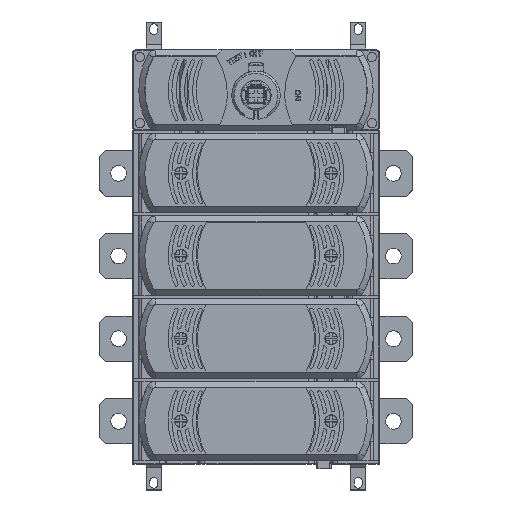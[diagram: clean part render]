
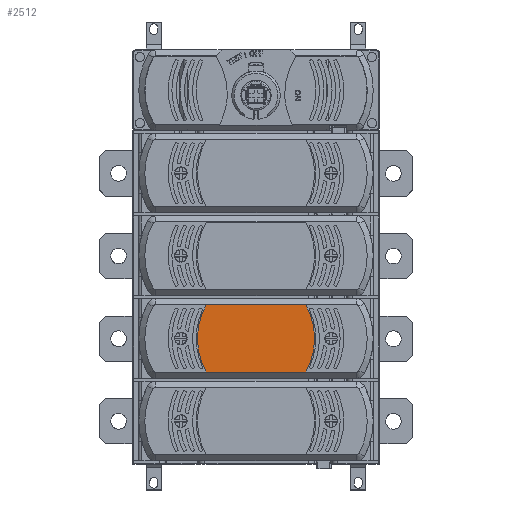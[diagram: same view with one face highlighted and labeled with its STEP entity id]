
A CAD part, top view. The second image highlights one B-rep face of the part: STEP entity #2512.
In plain terms, the highlighted planar face has unit normal (0, 0, 1).
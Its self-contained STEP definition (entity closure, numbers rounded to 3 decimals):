
#2512=ADVANCED_FACE('',(#8266),#6186,.T.);
#6186=PLANE('',#70868);
#8266=FACE_OUTER_BOUND('',#11808,.T.);
#11808=EDGE_LOOP('',(#16697,#16698,#16699,#16700));
#16697=ORIENTED_EDGE('',*,*,#46557,.F.);
#16698=ORIENTED_EDGE('',*,*,#46558,.F.);
#16699=ORIENTED_EDGE('',*,*,#46559,.F.);
#16700=ORIENTED_EDGE('',*,*,#46560,.F.);
#37809=VERTEX_POINT('',#85624);
#37810=VERTEX_POINT('',#85625);
#37811=VERTEX_POINT('',#85630);
#37812=VERTEX_POINT('',#85637);
#46557=EDGE_CURVE('',#37809,#37810,#59025,.T.);
#46558=EDGE_CURVE('',#37811,#37809,#59026,.T.);
#46559=EDGE_CURVE('',#37812,#37811,#59027,.T.);
#46560=EDGE_CURVE('',#37810,#37812,#59028,.T.);
#59025=B_SPLINE_CURVE_WITH_KNOTS('',3,(#85618,#85619,#85620,#85621,#85622,
#85623),.UNSPECIFIED.,.F.,.F.,(4,2,4),(0.,0.5,1.),.UNSPECIFIED.);
#59026=B_SPLINE_CURVE_WITH_KNOTS('',3,(#85626,#85627,#85628,#85629),
 .UNSPECIFIED.,.F.,.F.,(4,4),(0.,1.),.UNSPECIFIED.);
#59027=B_SPLINE_CURVE_WITH_KNOTS('',3,(#85631,#85632,#85633,#85634,#85635,
#85636),.UNSPECIFIED.,.F.,.F.,(4,2,4),(0.,0.5,1.),.UNSPECIFIED.);
#59028=B_SPLINE_CURVE_WITH_KNOTS('',3,(#85638,#85639,#85640,#85641),
 .UNSPECIFIED.,.F.,.F.,(4,4),(0.,1.),.UNSPECIFIED.);
#70868=AXIS2_PLACEMENT_3D('',#85642,#74600,#74601);
#74600=DIRECTION('',(0.,0.,1.));
#74601=DIRECTION('',(0.,1.,0.));
#85618=CARTESIAN_POINT('',(106.031,-169.604,155.));
#85619=CARTESIAN_POINT('',(109.942,-176.419,155.));
#85620=CARTESIAN_POINT('',(112.,-184.142,155.));
#85621=CARTESIAN_POINT('',(112.,-199.858,155.));
#85622=CARTESIAN_POINT('',(109.942,-207.58,155.));
#85623=CARTESIAN_POINT('',(106.031,-214.396,155.));
#85624=CARTESIAN_POINT('',(106.031,-169.604,155.));
#85625=CARTESIAN_POINT('',(106.031,-214.396,155.));
#85626=CARTESIAN_POINT('',(39.969,-169.604,155.));
#85627=CARTESIAN_POINT('',(61.99,-169.604,155.));
#85628=CARTESIAN_POINT('',(84.01,-169.604,155.));
#85629=CARTESIAN_POINT('',(106.031,-169.604,155.));
#85630=CARTESIAN_POINT('',(39.969,-169.604,155.));
#85631=CARTESIAN_POINT('',(39.969,-214.396,155.));
#85632=CARTESIAN_POINT('',(36.058,-207.581,155.));
#85633=CARTESIAN_POINT('',(34.,-199.858,155.));
#85634=CARTESIAN_POINT('',(34.,-184.142,155.));
#85635=CARTESIAN_POINT('',(36.058,-176.42,155.));
#85636=CARTESIAN_POINT('',(39.969,-169.604,155.));
#85637=CARTESIAN_POINT('',(39.969,-214.396,155.));
#85638=CARTESIAN_POINT('',(106.031,-214.396,155.));
#85639=CARTESIAN_POINT('',(84.01,-214.396,155.));
#85640=CARTESIAN_POINT('',(61.99,-214.396,155.));
#85641=CARTESIAN_POINT('',(39.969,-214.396,155.));
#85642=CARTESIAN_POINT('',(73.,-192.,155.));
